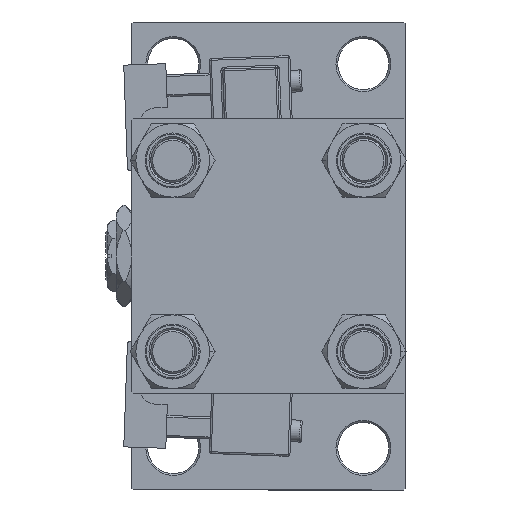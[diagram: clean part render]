
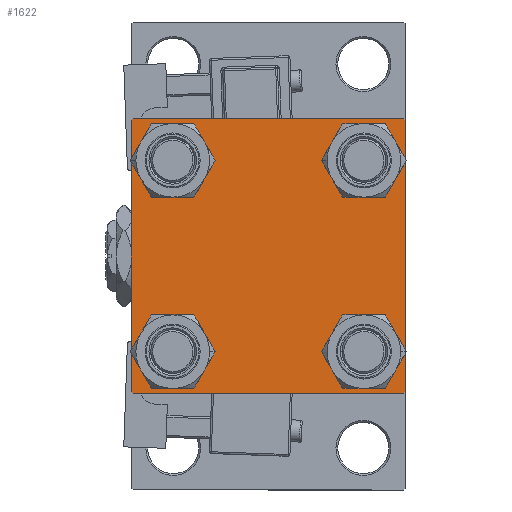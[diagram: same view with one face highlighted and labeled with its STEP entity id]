
A CAD part, left-side view. The second image highlights one B-rep face of the part: STEP entity #1622.
In plain terms, the highlighted planar face has unit normal (-1, 0, 0).
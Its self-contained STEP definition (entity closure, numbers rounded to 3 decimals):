
#335 = EDGE_CURVE ( 'NONE', #37762, #32094, #12765, .T. ) ;
#1622 = ADVANCED_FACE ( 'NONE', ( #12668, #13214, #33374, #4130, #46056 ), #29500, .T. ) ;
#1779 = EDGE_CURVE ( 'NONE', #44811, #42281, #47139, .T. ) ;
#2166 = LINE ( 'NONE', #2712, #21228 ) ;
#2712 = CARTESIAN_POINT ( 'NONE',  ( 0., 37.25, -37.25 ) ) ;
#3132 = VECTOR ( 'NONE', #43277, 1000. ) ;
#3140 = DIRECTION ( 'NONE',  ( 0., 0., 1. ) ) ;
#3921 = CIRCLE ( 'NONE', #10054, 6.5 ) ;
#4013 = DIRECTION ( 'NONE',  ( 0., 0., 1. ) ) ;
#4072 = DIRECTION ( 'NONE',  ( 0., 0., -1. ) ) ;
#4085 = ORIENTED_EDGE ( 'NONE', *, *, #11531, .T. ) ;
#4130 = FACE_BOUND ( 'NONE', #51309, .T. ) ;
#4880 = LINE ( 'NONE', #46809, #23917 ) ;
#5539 = CARTESIAN_POINT ( 'NONE',  ( 0., -26.15, 26.15 ) ) ;
#7403 = AXIS2_PLACEMENT_3D ( 'NONE', #42622, #33806, #13664 ) ;
#7935 = LINE ( 'NONE', #12611, #48496 ) ;
#8155 = DIRECTION ( 'NONE',  ( 0., 0., 1. ) ) ;
#8264 = DIRECTION ( 'NONE',  ( -1., 0., 0. ) ) ;
#8402 = CARTESIAN_POINT ( 'NONE',  ( 0., 37., -37.5 ) ) ;
#8536 = DIRECTION ( 'NONE',  ( 0., 0., 1. ) ) ;
#8882 = VERTEX_POINT ( 'NONE', #23154 ) ;
#9067 = EDGE_LOOP ( 'NONE', ( #50236, #45487 ) ) ;
#9348 = CARTESIAN_POINT ( 'NONE',  ( 0., 37.5, -37.5 ) ) ;
#10054 = AXIS2_PLACEMENT_3D ( 'NONE', #5539, #47989, #44126 ) ;
#11531 = EDGE_CURVE ( 'NONE', #42176, #51813, #32500, .T. ) ;
#11859 = AXIS2_PLACEMENT_3D ( 'NONE', #48608, #52759, #14962 ) ;
#11892 = AXIS2_PLACEMENT_3D ( 'NONE', #20961, #8264, #8536 ) ;
#12298 = CARTESIAN_POINT ( 'NONE',  ( 0., -37., 37.5 ) ) ;
#12318 = EDGE_CURVE ( 'NONE', #40360, #13164, #7935, .T. ) ;
#12451 = ORIENTED_EDGE ( 'NONE', *, *, #37418, .T. ) ;
#12611 = CARTESIAN_POINT ( 'NONE',  ( 0., 37.5, 37.5 ) ) ;
#12668 = FACE_BOUND ( 'NONE', #9067, .T. ) ;
#12765 = CIRCLE ( 'NONE', #11859, 6.5 ) ;
#13026 = CARTESIAN_POINT ( 'NONE',  ( 0., 37.5, 37.5 ) ) ;
#13164 = VERTEX_POINT ( 'NONE', #30120 ) ;
#13170 = CARTESIAN_POINT ( 'NONE',  ( 0., 26.15, 26.15 ) ) ;
#13214 = FACE_BOUND ( 'NONE', #34736, .T. ) ;
#13318 = CIRCLE ( 'NONE', #45025, 6.5 ) ;
#13514 = EDGE_CURVE ( 'NONE', #28190, #37193, #52941, .T. ) ;
#13664 = DIRECTION ( 'NONE',  ( 0., 0., 1. ) ) ;
#13684 = VECTOR ( 'NONE', #53588, 1000. ) ;
#14305 = ORIENTED_EDGE ( 'NONE', *, *, #47917, .T. ) ;
#14962 = DIRECTION ( 'NONE',  ( 0., 0., 1. ) ) ;
#15131 = CARTESIAN_POINT ( 'NONE',  ( 0., -26.15, -19.65 ) ) ;
#16140 = AXIS2_PLACEMENT_3D ( 'NONE', #33792, #46490, #8155 ) ;
#16250 = CIRCLE ( 'NONE', #7403, 6.5 ) ;
#16393 = CARTESIAN_POINT ( 'NONE',  ( 0., 26.15, -26.15 ) ) ;
#16734 = EDGE_CURVE ( 'NONE', #38662, #30200, #13318, .T. ) ;
#16891 = CARTESIAN_POINT ( 'NONE',  ( 0., 37.5, 37. ) ) ;
#17188 = EDGE_CURVE ( 'NONE', #42281, #37560, #4880, .T. ) ;
#19787 = CARTESIAN_POINT ( 'NONE',  ( 0., 26.15, 32.65 ) ) ;
#20157 = CARTESIAN_POINT ( 'NONE',  ( 0., -26.15, -26.15 ) ) ;
#20437 = CARTESIAN_POINT ( 'NONE',  ( 0., -26.15, -32.65 ) ) ;
#20961 = CARTESIAN_POINT ( 'NONE',  ( 0., 0., 0. ) ) ;
#21165 = ORIENTED_EDGE ( 'NONE', *, *, #50131, .T. ) ;
#21228 = VECTOR ( 'NONE', #28079, 1000. ) ;
#22858 = ORIENTED_EDGE ( 'NONE', *, *, #335, .T. ) ;
#23154 = CARTESIAN_POINT ( 'NONE',  ( 0., -37.5, 37. ) ) ;
#23314 = CARTESIAN_POINT ( 'NONE',  ( 0., 26.15, -32.65 ) ) ;
#23452 = VECTOR ( 'NONE', #25698, 1000. ) ;
#23499 = EDGE_CURVE ( 'NONE', #34094, #40360, #29667, .T. ) ;
#23917 = VECTOR ( 'NONE', #43211, 1000. ) ;
#24190 = VECTOR ( 'NONE', #45575, 1000. ) ;
#24459 = ORIENTED_EDGE ( 'NONE', *, *, #1779, .T. ) ;
#25698 = DIRECTION ( 'NONE',  ( 0., -1., 0. ) ) ;
#27964 = ORIENTED_EDGE ( 'NONE', *, *, #48972, .T. ) ;
#28079 = DIRECTION ( 'NONE',  ( 0., -0.707, -0.707 ) ) ;
#28190 = VERTEX_POINT ( 'NONE', #53997 ) ;
#28740 = CARTESIAN_POINT ( 'NONE',  ( 0., -37.25, 37.25 ) ) ;
#28754 = CARTESIAN_POINT ( 'NONE',  ( 0., -37.5, 37.5 ) ) ;
#28969 = DIRECTION ( 'NONE',  ( 1., 0., 0. ) ) ;
#29500 = PLANE ( 'NONE',  #11892 ) ;
#29667 = LINE ( 'NONE', #29931, #45902 ) ;
#29931 = CARTESIAN_POINT ( 'NONE',  ( 0., 37.25, 37.25 ) ) ;
#30000 = DIRECTION ( 'NONE',  ( 1., 0., 0. ) ) ;
#30120 = CARTESIAN_POINT ( 'NONE',  ( 0., 37.5, -37. ) ) ;
#30136 = EDGE_CURVE ( 'NONE', #13164, #44811, #2166, .T. ) ;
#30200 = VERTEX_POINT ( 'NONE', #15131 ) ;
#30267 = CARTESIAN_POINT ( 'NONE',  ( 0., -26.15, 32.65 ) ) ;
#30813 = CARTESIAN_POINT ( 'NONE',  ( 0., 26.15, -19.65 ) ) ;
#32094 = VERTEX_POINT ( 'NONE', #19787 ) ;
#32500 = CIRCLE ( 'NONE', #36007, 6.5 ) ;
#32869 = CIRCLE ( 'NONE', #16140, 6.5 ) ;
#33374 = FACE_BOUND ( 'NONE', #33716, .T. ) ;
#33691 = EDGE_LOOP ( 'NONE', ( #34435, #36931, #24459, #38563, #52138, #21165, #50454, #45120 ) ) ;
#33716 = EDGE_LOOP ( 'NONE', ( #4085, #27964 ) ) ;
#33792 = CARTESIAN_POINT ( 'NONE',  ( 0., -26.15, -26.15 ) ) ;
#33806 = DIRECTION ( 'NONE',  ( 1., 0., 0. ) ) ;
#34056 = CARTESIAN_POINT ( 'NONE',  ( 0., -26.15, 26.15 ) ) ;
#34094 = VERTEX_POINT ( 'NONE', #39063 ) ;
#34435 = ORIENTED_EDGE ( 'NONE', *, *, #12318, .T. ) ;
#34736 = EDGE_LOOP ( 'NONE', ( #12451, #37487 ) ) ;
#36007 = AXIS2_PLACEMENT_3D ( 'NONE', #16393, #37056, #3140 ) ;
#36763 = LINE ( 'NONE', #28754, #13684 ) ;
#36931 = ORIENTED_EDGE ( 'NONE', *, *, #30136, .T. ) ;
#36968 = DIRECTION ( 'NONE',  ( 0., 0., 1. ) ) ;
#37056 = DIRECTION ( 'NONE',  ( 1., 0., 0. ) ) ;
#37193 = VERTEX_POINT ( 'NONE', #30267 ) ;
#37418 = EDGE_CURVE ( 'NONE', #30200, #38662, #32869, .T. ) ;
#37487 = ORIENTED_EDGE ( 'NONE', *, *, #16734, .T. ) ;
#37560 = VERTEX_POINT ( 'NONE', #53071 ) ;
#37762 = VERTEX_POINT ( 'NONE', #41576 ) ;
#38266 = DIRECTION ( 'NONE',  ( 0., 0., 1. ) ) ;
#38563 = ORIENTED_EDGE ( 'NONE', *, *, #17188, .T. ) ;
#38662 = VERTEX_POINT ( 'NONE', #20437 ) ;
#39063 = CARTESIAN_POINT ( 'NONE',  ( 0., 37., 37.5 ) ) ;
#40360 = VERTEX_POINT ( 'NONE', #16891 ) ;
#41150 = LINE ( 'NONE', #28740, #24190 ) ;
#41576 = CARTESIAN_POINT ( 'NONE',  ( 0., 26.15, 19.65 ) ) ;
#41789 = DIRECTION ( 'NONE',  ( 1., 0., 0. ) ) ;
#42176 = VERTEX_POINT ( 'NONE', #30813 ) ;
#42281 = VERTEX_POINT ( 'NONE', #42602 ) ;
#42602 = CARTESIAN_POINT ( 'NONE',  ( 0., -37., -37.5 ) ) ;
#42622 = CARTESIAN_POINT ( 'NONE',  ( 0., 26.15, -26.15 ) ) ;
#43211 = DIRECTION ( 'NONE',  ( 0., -0.707, 0.707 ) ) ;
#43277 = DIRECTION ( 'NONE',  ( 0., -1., 0. ) ) ;
#44126 = DIRECTION ( 'NONE',  ( 0., 0., 1. ) ) ;
#44811 = VERTEX_POINT ( 'NONE', #8402 ) ;
#45025 = AXIS2_PLACEMENT_3D ( 'NONE', #20157, #28969, #36968 ) ;
#45120 = ORIENTED_EDGE ( 'NONE', *, *, #23499, .T. ) ;
#45487 = ORIENTED_EDGE ( 'NONE', *, *, #13514, .T. ) ;
#45575 = DIRECTION ( 'NONE',  ( 0., 0.707, 0.707 ) ) ;
#45902 = VECTOR ( 'NONE', #46754, 1000. ) ;
#46056 = FACE_OUTER_BOUND ( 'NONE', #33691, .T. ) ;
#46418 = EDGE_CURVE ( 'NONE', #34094, #48078, #50820, .T. ) ;
#46490 = DIRECTION ( 'NONE',  ( 1., 0., 0. ) ) ;
#46754 = DIRECTION ( 'NONE',  ( 0., 0.707, -0.707 ) ) ;
#46809 = CARTESIAN_POINT ( 'NONE',  ( 0., -37.25, -37.25 ) ) ;
#47139 = LINE ( 'NONE', #9348, #3132 ) ;
#47917 = EDGE_CURVE ( 'NONE', #32094, #37762, #48136, .T. ) ;
#47989 = DIRECTION ( 'NONE',  ( 1., 0., 0. ) ) ;
#48078 = VERTEX_POINT ( 'NONE', #12298 ) ;
#48136 = CIRCLE ( 'NONE', #54333, 6.5 ) ;
#48496 = VECTOR ( 'NONE', #4072, 1000. ) ;
#48608 = CARTESIAN_POINT ( 'NONE',  ( 0., 26.15, 26.15 ) ) ;
#48972 = EDGE_CURVE ( 'NONE', #51813, #42176, #16250, .T. ) ;
#49490 = EDGE_CURVE ( 'NONE', #37193, #28190, #3921, .T. ) ;
#50131 = EDGE_CURVE ( 'NONE', #8882, #48078, #41150, .T. ) ;
#50236 = ORIENTED_EDGE ( 'NONE', *, *, #49490, .T. ) ;
#50296 = AXIS2_PLACEMENT_3D ( 'NONE', #34056, #41789, #4013 ) ;
#50454 = ORIENTED_EDGE ( 'NONE', *, *, #46418, .F. ) ;
#50820 = LINE ( 'NONE', #13026, #23452 ) ;
#50984 = EDGE_CURVE ( 'NONE', #8882, #37560, #36763, .T. ) ;
#51309 = EDGE_LOOP ( 'NONE', ( #14305, #22858 ) ) ;
#51813 = VERTEX_POINT ( 'NONE', #23314 ) ;
#52138 = ORIENTED_EDGE ( 'NONE', *, *, #50984, .F. ) ;
#52759 = DIRECTION ( 'NONE',  ( 1., 0., 0. ) ) ;
#52941 = CIRCLE ( 'NONE', #50296, 6.5 ) ;
#53071 = CARTESIAN_POINT ( 'NONE',  ( 0., -37.5, -37. ) ) ;
#53588 = DIRECTION ( 'NONE',  ( 0., 0., -1. ) ) ;
#53997 = CARTESIAN_POINT ( 'NONE',  ( 0., -26.15, 19.65 ) ) ;
#54333 = AXIS2_PLACEMENT_3D ( 'NONE', #13170, #30000, #38266 ) ;
